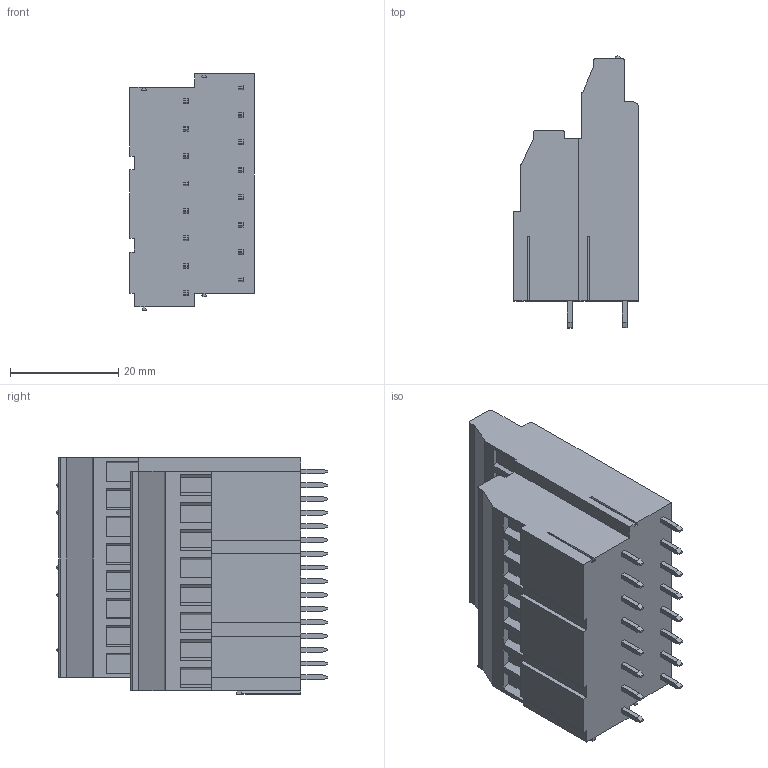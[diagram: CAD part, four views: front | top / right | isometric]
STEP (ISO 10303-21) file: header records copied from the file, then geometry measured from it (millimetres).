
FILE_DESCRIPTION((''),'2;1');
FILE_NAME('TL324VH2','2024-12-26T',('yanfa'),(''),'PRO/ENGINEER BY PARAMETRIC TECHNOLOGY CORPORATION, 2009280','PRO/ENGINEER BY PARAMETRIC TECHNOLOGY CORPORATION, 2009280','');
FILE_SCHEMA(('AUTOMOTIVE_DESIGN_CC2 { 1 2 10303 214 -1 1 5 2 }'));
Length unit declared in the file: millimetre
Products named in the file (1): TL324VH2
Bounding box: 23.1 x 50.3 x 43.78 mm (x, y, z)
Volume: 31544 mm3; surface area: 9050.1 mm2
Topology: 1 solids, 1 shells, 497 faces, 1385 edges, 917 vertices
Faces by surface type: plane 376, cylinder 79, torus 32, sphere 10
Entity records: 16035 total; most frequent: CARTESIAN_POINT 3141, ORIENTED_EDGE 2750, DIRECTION 2579, EDGE_CURVE 1375, VECTOR 1037, LINE 1037, VERTEX_POINT 917, AXIS2_PLACEMENT_3D 771
